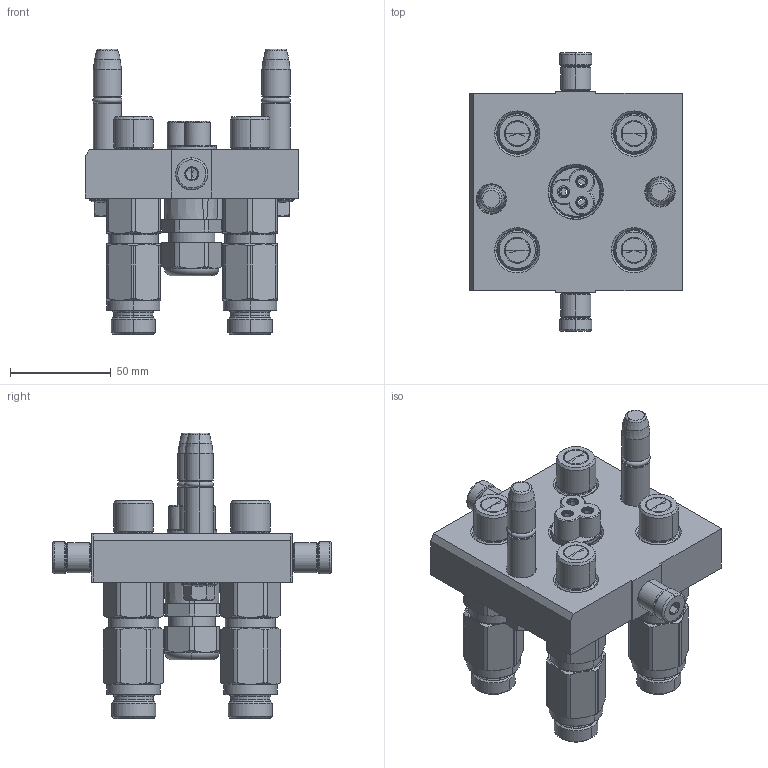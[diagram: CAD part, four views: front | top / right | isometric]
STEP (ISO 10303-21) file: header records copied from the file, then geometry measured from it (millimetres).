
FILE_DESCRIPTION (( 'STEP AP214' ), '1' );
FILE_NAME ('FASTER.step', '2024-02-27T07:57:06', ( '' ), ( '' ), 'SwSTEP 2.0', 'SolidWorks 2017', '' );
FILE_SCHEMA (( 'AUTOMOTIVE_DESIGN' ));
Length unit declared in the file: millimetre
Products named in the file (14): 3ffnp38-2_22m; conn_3p_m; 4830_028_1000_011; FASTER; 4830_013_3000_030; 4830_010_0000_011; 1540_080_0008_000; P506-1_M_BASE; 4830_044_0000_000; 4830_021_0000_000; or2_62x9_19_m; corpospel08-3m; et002
Assembly tree (23 placements, depth 3):
  FASTER
    P506-1_M_BASE
      4830_010_0000_011
      4830_021_0000_000  x2
      1540_080_0008_000  x2
      4830_013_3000_030  x2
      4830_028_1000_011  x2
      or2_62x9_19_m  x2
    3ffnp38-2_22m  x4
      3ffnp38-2_22m
    conn_3p_m
      4830_044_0000_000  x3
      corpospel08-3m
    et002
Bounding box: 106.3 x 138.6 x 142 mm (x, y, z)
Volume: 2873.9 mm3; surface area: 121040.3 mm2
Topology: 5 solids, 56 shells, 1858 faces, 4680 edges, 2974 vertices
Faces by surface type: plane 915, cylinder 398, cone 374, torus 151, bspline 14, sphere 6
Entity records: 46203 total; most frequent: CARTESIAN_POINT 11121, ORIENTED_EDGE 6499, DIRECTION 6292, EDGE_CURVE 3309, LINE 2322, VECTOR 2322, VERTEX_POINT 2144, AXIS2_PLACEMENT_3D 1985
